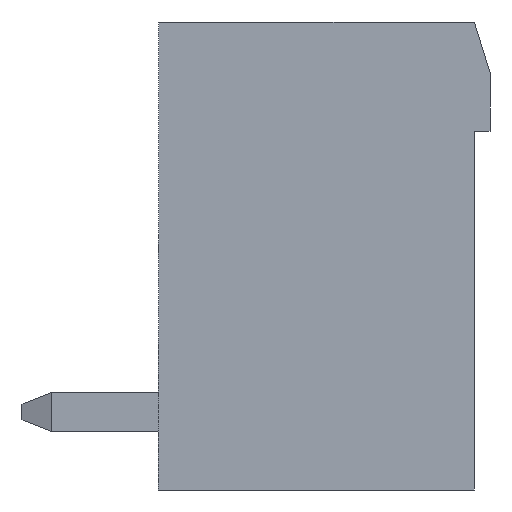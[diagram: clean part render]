
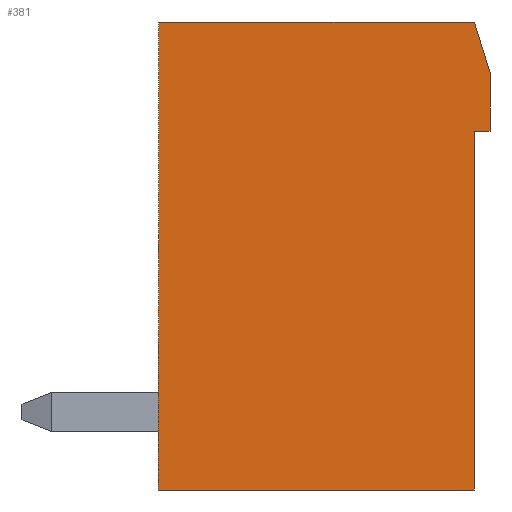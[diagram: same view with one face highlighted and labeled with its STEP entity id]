
A CAD part, left-side view. The second image highlights one B-rep face of the part: STEP entity #381.
In plain terms, the highlighted planar face has unit normal (-1, 0, 0).
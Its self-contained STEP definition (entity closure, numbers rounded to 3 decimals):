
#381 = ADVANCED_FACE( '', ( #876 ), #877, .T. );
#876 = FACE_OUTER_BOUND( '', #1507, .T. );
#877 = PLANE( '', #1508 );
#1507 = EDGE_LOOP( '', ( #2364, #2365, #2366, #2367, #2368, #2369, #2370 ) );
#1508 = AXIS2_PLACEMENT_3D( '', #2371, #2372, #2373 );
#2364 = ORIENTED_EDGE( '', *, *, #4118, .T. );
#2365 = ORIENTED_EDGE( '', *, *, #4119, .T. );
#2366 = ORIENTED_EDGE( '', *, *, #4120, .T. );
#2367 = ORIENTED_EDGE( '', *, *, #3919, .T. );
#2368 = ORIENTED_EDGE( '', *, *, #4121, .T. );
#2369 = ORIENTED_EDGE( '', *, *, #4122, .T. );
#2370 = ORIENTED_EDGE( '', *, *, #4123, .T. );
#2371 = CARTESIAN_POINT( '', ( -13.7, 0., 0. ) );
#2372 = DIRECTION( '', ( -1., 0., 0. ) );
#2373 = DIRECTION( '', ( 0., 0., 1. ) );
#3919 = EDGE_CURVE( '', #4689, #4687, #4690, .T. );
#4118 = EDGE_CURVE( '', #5030, #5031, #5032, .T. );
#4119 = EDGE_CURVE( '', #5031, #5033, #5034, .T. );
#4120 = EDGE_CURVE( '', #5033, #4689, #5035, .T. );
#4121 = EDGE_CURVE( '', #4687, #5036, #5037, .T. );
#4122 = EDGE_CURVE( '', #5036, #5038, #5039, .T. );
#4123 = EDGE_CURVE( '', #5038, #5030, #5040, .T. );
#4687 = VERTEX_POINT( '', #5822 );
#4689 = VERTEX_POINT( '', #5825 );
#4690 = LINE( '', #5826, #5827 );
#5030 = VERTEX_POINT( '', #6312 );
#5031 = VERTEX_POINT( '', #6313 );
#5032 = LINE( '', #6314, #6315 );
#5033 = VERTEX_POINT( '', #6316 );
#5034 = LINE( '', #6317, #6318 );
#5035 = LINE( '', #6319, #6320 );
#5036 = VERTEX_POINT( '', #6321 );
#5037 = LINE( '', #6322, #6323 );
#5038 = VERTEX_POINT( '', #6324 );
#5039 = LINE( '', #6325, #6326 );
#5040 = LINE( '', #6327, #6328 );
#5822 = CARTESIAN_POINT( '', ( -13.7, -4.05, -6. ) );
#5825 = CARTESIAN_POINT( '', ( -13.7, 4.05, -6. ) );
#5826 = CARTESIAN_POINT( '', ( -13.7, 4.05, -6. ) );
#5827 = VECTOR( '', #7417, 1000. );
#6312 = CARTESIAN_POINT( '', ( -13.7, -4.45, 4.7 ) );
#6313 = CARTESIAN_POINT( '', ( -13.7, -4.05, 6. ) );
#6314 = CARTESIAN_POINT( '', ( -13.7, -4.45, 4.7 ) );
#6315 = VECTOR( '', #7611, 1000. );
#6316 = CARTESIAN_POINT( '', ( -13.7, 4.05, 6. ) );
#6317 = CARTESIAN_POINT( '', ( -13.7, -4.05, 6. ) );
#6318 = VECTOR( '', #7612, 1000. );
#6319 = CARTESIAN_POINT( '', ( -13.7, 4.05, 6. ) );
#6320 = VECTOR( '', #7613, 1000. );
#6321 = CARTESIAN_POINT( '', ( -13.7, -4.05, 3.2 ) );
#6322 = CARTESIAN_POINT( '', ( -13.7, -4.05, -6. ) );
#6323 = VECTOR( '', #7614, 1000. );
#6324 = CARTESIAN_POINT( '', ( -13.7, -4.45, 3.2 ) );
#6325 = CARTESIAN_POINT( '', ( -13.7, -4.05, 3.2 ) );
#6326 = VECTOR( '', #7615, 1000. );
#6327 = CARTESIAN_POINT( '', ( -13.7, -4.45, 3.2 ) );
#6328 = VECTOR( '', #7616, 1000. );
#7417 = DIRECTION( '', ( 0., -1., 0. ) );
#7611 = DIRECTION( '', ( 0., 0.294, 0.956 ) );
#7612 = DIRECTION( '', ( 0., 1., 0. ) );
#7613 = DIRECTION( '', ( 0., 0., -1. ) );
#7614 = DIRECTION( '', ( 0., 0., 1. ) );
#7615 = DIRECTION( '', ( 0., -1., 0. ) );
#7616 = DIRECTION( '', ( 0., 0., 1. ) );
